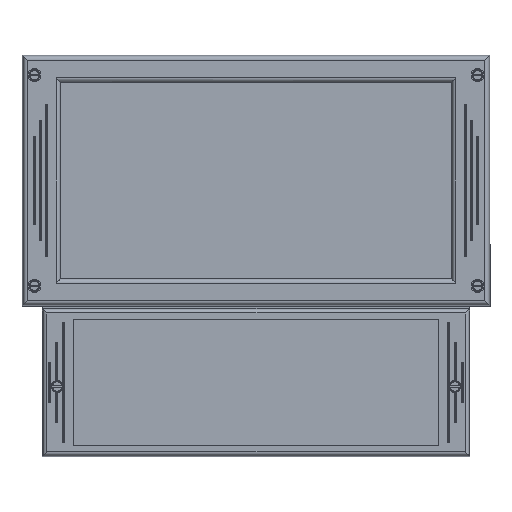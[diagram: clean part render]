
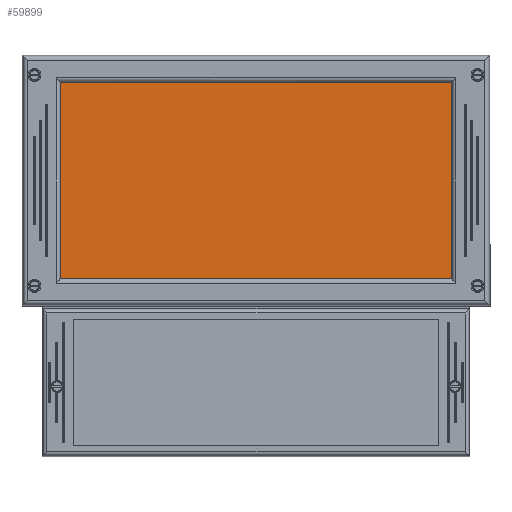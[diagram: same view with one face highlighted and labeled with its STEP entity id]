
A CAD part, top view. The second image highlights one B-rep face of the part: STEP entity #59899.
In plain terms, the highlighted planar face has unit normal (0, 0, 1).
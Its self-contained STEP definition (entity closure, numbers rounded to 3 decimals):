
#59860=CARTESIAN_POINT('',(116.5,68.5,7.));
#59861=DIRECTION('',(0.0,0.0,1.0));
#59862=DIRECTION('',(1.0,0.0,0.0));
#59863=AXIS2_PLACEMENT_3D('',#59860,#59861,#59862);
#59864=PLANE('',#59863);
#59865=CARTESIAN_POINT('',(214.017,19.483,7.));
#59866=VERTEX_POINT('',#59865);
#59867=CARTESIAN_POINT('',(18.983,19.483,7.));
#59868=VERTEX_POINT('',#59867);
#59869=CARTESIAN_POINT('',(214.017,19.483,7.));
#59870=DIRECTION('',(-1.0,0.0,0.0));
#59871=VECTOR('',#59870,195.035);
#59872=LINE('',#59869,#59871);
#59873=EDGE_CURVE('',#59866,#59868,#59872,.T.);
#59874=ORIENTED_EDGE('',*,*,#59873,.F.);
#59875=CARTESIAN_POINT('',(214.017,117.517,7.));
#59876=VERTEX_POINT('',#59875);
#59877=CARTESIAN_POINT('',(214.017,117.517,7.));
#59878=DIRECTION('',(0.0,-1.0,0.0));
#59879=VECTOR('',#59878,98.035);
#59880=LINE('',#59877,#59879);
#59881=EDGE_CURVE('',#59876,#59866,#59880,.T.);
#59882=ORIENTED_EDGE('',*,*,#59881,.F.);
#59883=CARTESIAN_POINT('',(18.983,117.517,7.));
#59884=VERTEX_POINT('',#59883);
#59885=CARTESIAN_POINT('',(18.983,117.517,7.));
#59886=DIRECTION('',(1.0,0.0,0.0));
#59887=VECTOR('',#59886,195.035);
#59888=LINE('',#59885,#59887);
#59889=EDGE_CURVE('',#59884,#59876,#59888,.T.);
#59890=ORIENTED_EDGE('',*,*,#59889,.F.);
#59891=CARTESIAN_POINT('',(18.983,19.483,7.));
#59892=DIRECTION('',(0.0,1.0,0.0));
#59893=VECTOR('',#59892,98.035);
#59894=LINE('',#59891,#59893);
#59895=EDGE_CURVE('',#59868,#59884,#59894,.T.);
#59896=ORIENTED_EDGE('',*,*,#59895,.F.);
#59897=EDGE_LOOP('',(#59874,#59882,#59890,#59896));
#59898=FACE_OUTER_BOUND('',#59897,.T.);
#59899=ADVANCED_FACE('',(#59898),#59864,.T.);
